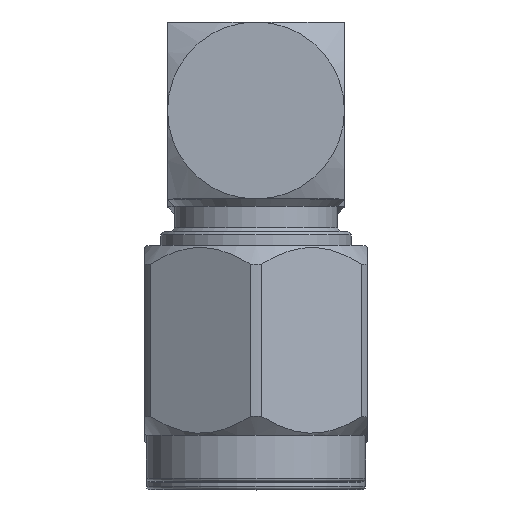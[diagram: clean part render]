
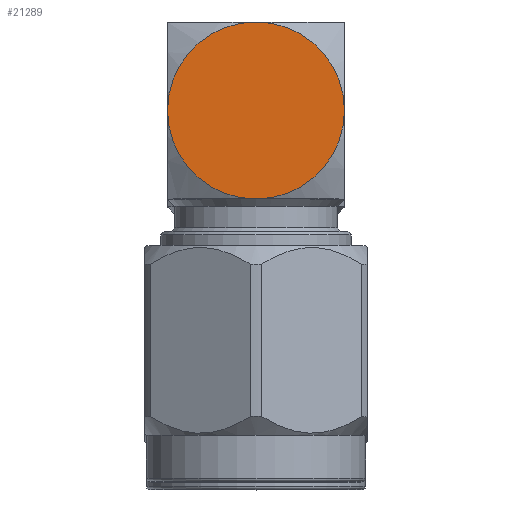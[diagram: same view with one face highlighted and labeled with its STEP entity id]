
A CAD part, top view. The second image highlights one B-rep face of the part: STEP entity #21289.
In plain terms, the highlighted face is planar.
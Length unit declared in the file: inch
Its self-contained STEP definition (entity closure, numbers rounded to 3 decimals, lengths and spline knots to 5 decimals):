
#102 = DIRECTION ( 'NONE',  ( -1., 0., 0. ) ) ;
#118 = EDGE_CURVE ( 'NONE', #20299, #1394, #9231, .T. ) ;
#1394 = VERTEX_POINT ( 'NONE', #22556 ) ;
#2797 = CARTESIAN_POINT ( 'NONE',  ( -0.125, -0.48523, 0.125 ) ) ;
#3832 = ORIENTED_EDGE ( 'NONE', *, *, #19869, .T. ) ;
#4523 = DIRECTION ( 'NONE',  ( -1., 0., 0. ) ) ;
#4528 = EDGE_LOOP ( 'NONE', ( #3832, #21161 ) ) ;
#5229 = AXIS2_PLACEMENT_3D ( 'NONE', #11235, #102, #10901 ) ;
#5869 = PLANE ( 'NONE',  #5229 ) ;
#7383 = FACE_OUTER_BOUND ( 'NONE', #4528, .T. ) ;
#8449 = DIRECTION ( 'NONE',  ( -1., 0., 0. ) ) ;
#9231 = CIRCLE ( 'NONE', #22304, 0.125 ) ;
#9674 = DIRECTION ( 'NONE',  ( 0., 0., 1. ) ) ;
#9977 = CARTESIAN_POINT ( 'NONE',  ( -0.125, -0.48523, 0. ) ) ;
#10901 = DIRECTION ( 'NONE',  ( 0., 0., 1. ) ) ;
#11235 = CARTESIAN_POINT ( 'NONE',  ( -0.125, -0.36023, -0.125 ) ) ;
#11486 = DIRECTION ( 'NONE',  ( 0., 0., 1. ) ) ;
#15176 = CIRCLE ( 'NONE', #15564, 0.125 ) ;
#15564 = AXIS2_PLACEMENT_3D ( 'NONE', #9977, #8449, #11486 ) ;
#19869 = EDGE_CURVE ( 'NONE', #1394, #20299, #15176, .T. ) ;
#20299 = VERTEX_POINT ( 'NONE', #2797 ) ;
#20673 = CARTESIAN_POINT ( 'NONE',  ( -0.125, -0.48523, 0. ) ) ;
#21161 = ORIENTED_EDGE ( 'NONE', *, *, #118, .T. ) ;
#21289 = ADVANCED_FACE ( 'NONE', ( #7383 ), #5869, .T. ) ;
#22304 = AXIS2_PLACEMENT_3D ( 'NONE', #20673, #4523, #9674 ) ;
#22556 = CARTESIAN_POINT ( 'NONE',  ( -0.125, -0.48523, -0.125 ) ) ;
